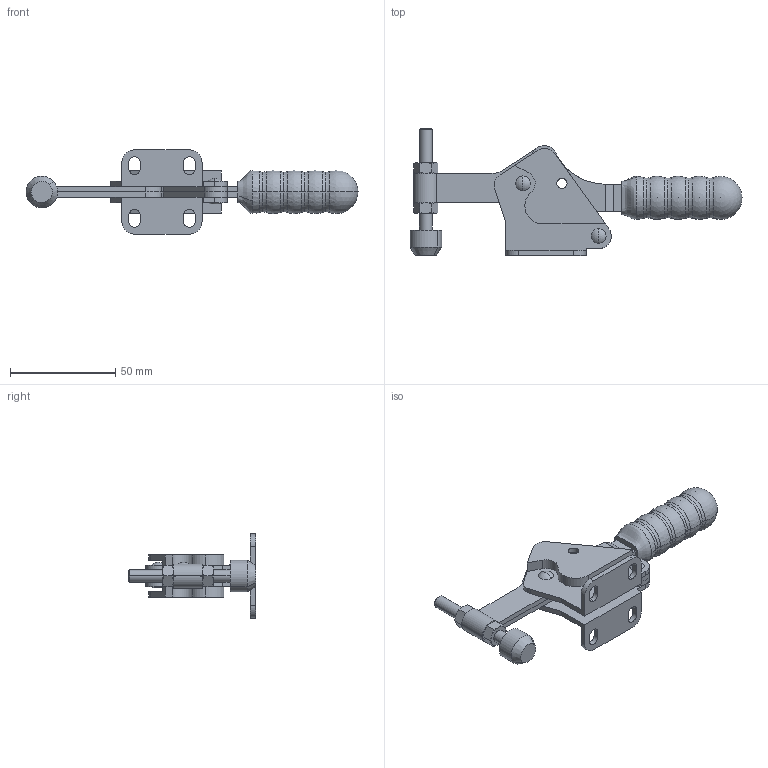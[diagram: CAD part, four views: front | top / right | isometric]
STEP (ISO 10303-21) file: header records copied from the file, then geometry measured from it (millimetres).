
FILE_DESCRIPTION (( 'STEP AP214' ), '1' );
FILE_NAME ('GH-21502-C(Â²¤Æ).STEP', '2020-07-13T08:31:28', ( 'LinWei' ), ( '' ), 'SwSTEP 2.0', 'SolidWorks 2016', '' );
FILE_SCHEMA (( 'AUTOMOTIVE_DESIGN' ));
Length unit declared in the file: millimetre
Products named in the file (6): GH-21502-C(簡化); Group5^GH-21502-C(簡化); Group4^GH-21502-C(簡化); Group3^GH-21502-C(簡化); Group2^GH-21502-C(簡化); Group1^GH-21502-C(簡化)
Assembly tree (5 placements, depth 2):
  GH-21502-C(簡化)
    Group1^GH-21502-C(簡化)
    Group2^GH-21502-C(簡化)
    Group3^GH-21502-C(簡化)
    Group4^GH-21502-C(簡化)
    Group5^GH-21502-C(簡化)
Bounding box: 157.49 x 60.25 x 40 mm (x, y, z)
Volume: 44670.9 mm3; surface area: 26295.1 mm2
Topology: 5 solids, 5 shells, 293 faces, 763 edges, 486 vertices
Faces by surface type: cylinder 119, plane 102, cone 28, torus 24, sphere 18, bspline 2
Entity records: 10315 total; most frequent: CARTESIAN_POINT 2232, DIRECTION 1617, ORIENTED_EDGE 1478, EDGE_CURVE 739, AXIS2_PLACEMENT_3D 644, VERTEX_POINT 472, CIRCLE 345, EDGE_LOOP 343
